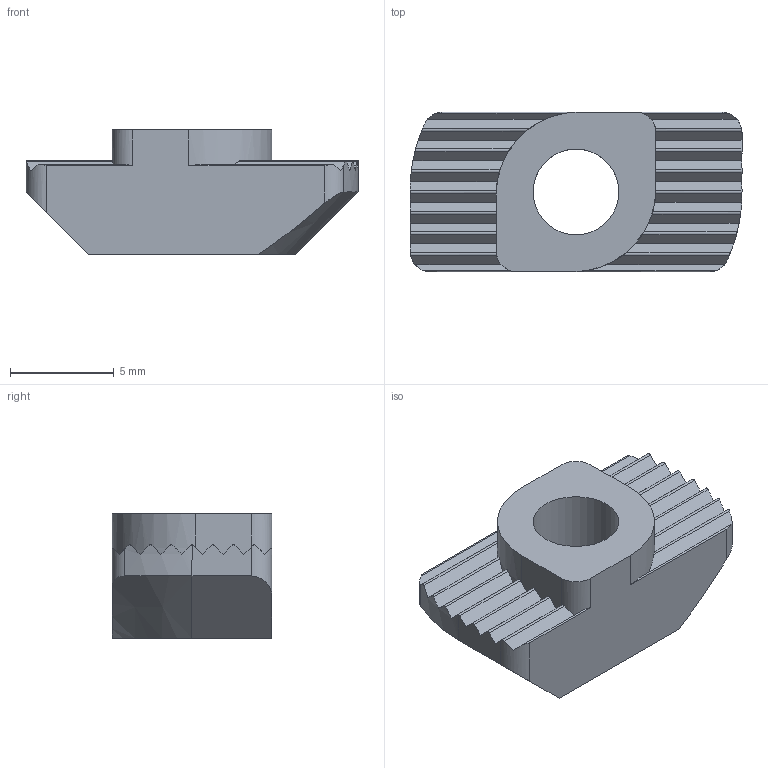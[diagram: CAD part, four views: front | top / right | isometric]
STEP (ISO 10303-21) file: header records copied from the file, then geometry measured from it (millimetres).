
FILE_DESCRIPTION(/* description */ (''),/* implementation_level */ '2;1');
FILE_NAME(/* name */ '210035.stp',/* time_stamp */ '2023-03-20T17:29:01+01:00',/* author */ ('aluteckkpl_kk'),/* organization */ (''),/* preprocessor_version */ 'ST-DEVELOPER v18.1',/* originating_system */ 'Autodesk Inventor 2021',/* authorisation */ '');
FILE_SCHEMA (('CONFIG_CONTROL_DESIGN'));
Length unit declared in the file: millimetre
Products named in the file (1): 210035
Bounding box: 16 x 7.7 x 6 mm (x, y, z)
Volume: 453.4 mm3; surface area: 509.6 mm2
Topology: 1 solids, 1 shells, 73 faces, 212 edges, 141 vertices
Faces by surface type: plane 42, cylinder 29, cone 2
Full cylindrical faces by diameter (mm): 4.134 x1
Entity records: 3007 total; most frequent: CARTESIAN_POINT 1017, ORIENTED_EDGE 424, DIRECTION 399, EDGE_CURVE 212, AXIS2_PLACEMENT_3D 145, VERTEX_POINT 141, LINE 109, VECTOR 109
